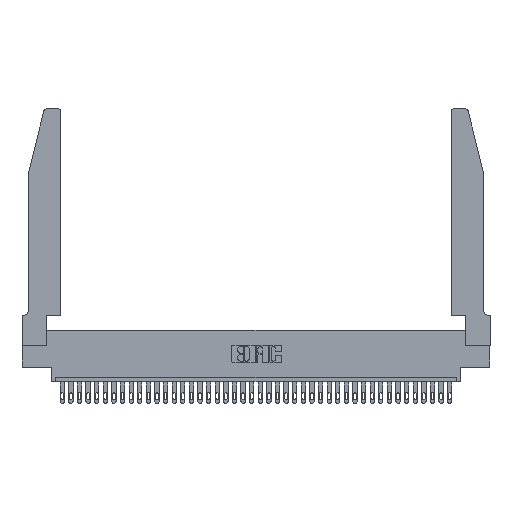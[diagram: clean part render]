
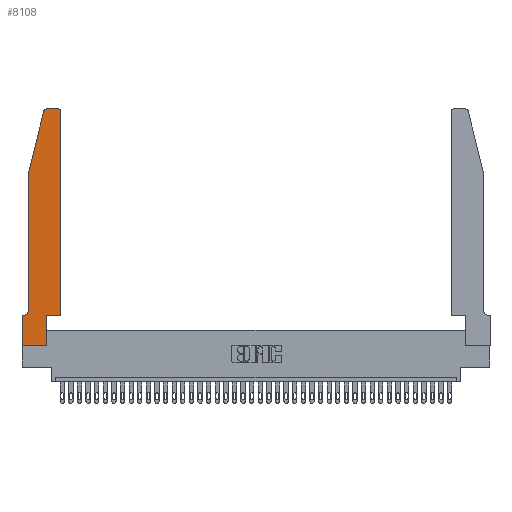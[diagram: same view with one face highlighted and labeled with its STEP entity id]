
A CAD part, top view. The second image highlights one B-rep face of the part: STEP entity #8108.
In plain terms, the highlighted planar face has unit normal (0, 0, 1).
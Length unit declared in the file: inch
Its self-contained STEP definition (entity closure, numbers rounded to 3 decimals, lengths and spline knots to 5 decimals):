
#34 = ORIENTED_EDGE ( 'NONE', *, *, #9122, .T. ) ;
#70 = LINE ( 'NONE', #14822, #26415 ) ;
#1134 = CARTESIAN_POINT ( 'NONE',  ( 0.0755, 2., 0.37 ) ) ;
#1147 = ORIENTED_EDGE ( 'NONE', *, *, #35714, .T. ) ;
#2348 = VECTOR ( 'NONE', #16039, 39.37008 ) ;
#2778 = VERTEX_POINT ( 'NONE', #25984 ) ;
#2936 = VECTOR ( 'NONE', #28951, 39.37008 ) ;
#3734 = DIRECTION ( 'NONE',  ( 0., 0., 1. ) ) ;
#3755 = VERTEX_POINT ( 'NONE', #38332 ) ;
#5509 = EDGE_CURVE ( 'NONE', #22812, #12635, #16874, .T. ) ;
#5643 = CARTESIAN_POINT ( 'NONE',  ( 0.2865, 0., 0.37 ) ) ;
#5703 = EDGE_CURVE ( 'NONE', #25737, #6301, #35256, .T. ) ;
#5759 = VECTOR ( 'NONE', #8782, 39.37008 ) ;
#5776 = CIRCLE ( 'NONE', #37887, 0.03 ) ;
#6018 = EDGE_CURVE ( 'NONE', #17002, #30022, #25830, .T. ) ;
#6058 = CARTESIAN_POINT ( 'NONE',  ( 0.0055, 0.42, 0.37 ) ) ;
#6293 = VERTEX_POINT ( 'NONE', #16989 ) ;
#6301 = VERTEX_POINT ( 'NONE', #22913 ) ;
#6341 = DIRECTION ( 'NONE',  ( 0., 1., 0. ) ) ;
#7182 = LINE ( 'NONE', #16960, #2936 ) ;
#7203 = DIRECTION ( 'NONE',  ( -0.239, -0.971, 0. ) ) ;
#7329 = EDGE_CURVE ( 'NONE', #6301, #6293, #5776, .T. ) ;
#7892 = EDGE_CURVE ( 'NONE', #3755, #25737, #70, .T. ) ;
#8090 = CARTESIAN_POINT ( 'NONE',  ( 0., 0.35, 0.37 ) ) ;
#8108 = ADVANCED_FACE ( 'NONE', ( #21625 ), #9442, .T. ) ;
#8782 = DIRECTION ( 'NONE',  ( 0., -1., 0. ) ) ;
#9122 = EDGE_CURVE ( 'NONE', #10098, #3755, #11295, .T. ) ;
#9177 = CARTESIAN_POINT ( 'NONE',  ( 0.4205, 2.72, 0.37 ) ) ;
#9442 = PLANE ( 'NONE',  #20293 ) ;
#9838 = VECTOR ( 'NONE', #24445, 39.37008 ) ;
#9862 = CARTESIAN_POINT ( 'NONE',  ( 0.0755, 0.35, 0.37 ) ) ;
#10098 = VERTEX_POINT ( 'NONE', #5643 ) ;
#10116 = CARTESIAN_POINT ( 'NONE',  ( 0.2605, 2.75, 0.37 ) ) ;
#11090 = VECTOR ( 'NONE', #19013, 39.37008 ) ;
#11250 = VECTOR ( 'NONE', #6341, 39.37008 ) ;
#11295 = LINE ( 'NONE', #13512, #2348 ) ;
#12193 = CIRCLE ( 'NONE', #12539, 0.07 ) ;
#12281 = DIRECTION ( 'NONE',  ( 1., 0., 0. ) ) ;
#12539 = AXIS2_PLACEMENT_3D ( 'NONE', #6058, #35650, #23717 ) ;
#12635 = VERTEX_POINT ( 'NONE', #8090 ) ;
#13321 = ORIENTED_EDGE ( 'NONE', *, *, #6018, .T. ) ;
#13512 = CARTESIAN_POINT ( 'NONE',  ( 0.2865, 0.35, 0.37 ) ) ;
#14822 = CARTESIAN_POINT ( 'NONE',  ( 0.4505, 0.35, 0.37 ) ) ;
#15161 = DIRECTION ( 'NONE',  ( 1., 0., 0. ) ) ;
#15576 = LINE ( 'NONE', #36749, #38615 ) ;
#16039 = DIRECTION ( 'NONE',  ( 0., 1., 0. ) ) ;
#16407 = LINE ( 'NONE', #1134, #30065 ) ;
#16531 = EDGE_CURVE ( 'NONE', #12635, #23767, #38690, .T. ) ;
#16872 = CARTESIAN_POINT ( 'NONE',  ( 0.4505, 0.35, 0.37 ) ) ;
#16874 = LINE ( 'NONE', #9862, #9838 ) ;
#16960 = CARTESIAN_POINT ( 'NONE',  ( 0.0755, 2., 0.37 ) ) ;
#16989 = CARTESIAN_POINT ( 'NONE',  ( 0.4205, 2.75, 0.37 ) ) ;
#17002 = VERTEX_POINT ( 'NONE', #33313 ) ;
#17575 = ORIENTED_EDGE ( 'NONE', *, *, #16531, .T. ) ;
#17832 = EDGE_CURVE ( 'NONE', #23767, #10098, #15576, .T. ) ;
#17913 = DIRECTION ( 'NONE',  ( 0., 0., 1. ) ) ;
#18367 = DIRECTION ( 'NONE',  ( 1., 0., 0. ) ) ;
#19013 = DIRECTION ( 'NONE',  ( -1., 0., 0. ) ) ;
#20293 = AXIS2_PLACEMENT_3D ( 'NONE', #30584, #3734, #12281 ) ;
#21625 = FACE_OUTER_BOUND ( 'NONE', #37115, .T. ) ;
#22017 = ORIENTED_EDGE ( 'NONE', *, *, #7329, .T. ) ;
#22812 = VERTEX_POINT ( 'NONE', #28690 ) ;
#22913 = CARTESIAN_POINT ( 'NONE',  ( 0.4505, 2.72, 0.37 ) ) ;
#23717 = DIRECTION ( 'NONE',  ( -1., 0., 0. ) ) ;
#23767 = VERTEX_POINT ( 'NONE', #26719 ) ;
#23829 = ORIENTED_EDGE ( 'NONE', *, *, #5703, .T. ) ;
#24005 = DIRECTION ( 'NONE',  ( 0., 0., 1. ) ) ;
#24018 = DIRECTION ( 'NONE',  ( 1., 0., 0. ) ) ;
#24106 = EDGE_CURVE ( 'NONE', #27181, #2778, #7182, .T. ) ;
#24445 = DIRECTION ( 'NONE',  ( -1., 0., 0. ) ) ;
#25549 = AXIS2_PLACEMENT_3D ( 'NONE', #30029, #17913, #15161 ) ;
#25581 = ORIENTED_EDGE ( 'NONE', *, *, #24106, .T. ) ;
#25690 = ORIENTED_EDGE ( 'NONE', *, *, #5509, .T. ) ;
#25737 = VERTEX_POINT ( 'NONE', #16872 ) ;
#25830 = CIRCLE ( 'NONE', #25549, 0.03 ) ;
#25984 = CARTESIAN_POINT ( 'NONE',  ( 0.0755, 0.42, 0.37 ) ) ;
#26415 = VECTOR ( 'NONE', #24018, 39.37008 ) ;
#26420 = EDGE_CURVE ( 'NONE', #6293, #17002, #27074, .T. ) ;
#26719 = CARTESIAN_POINT ( 'NONE',  ( 0., 0., 0.37 ) ) ;
#26777 = CARTESIAN_POINT ( 'NONE',  ( 0., 0., 0.37 ) ) ;
#27074 = LINE ( 'NONE', #10116, #11090 ) ;
#27143 = DIRECTION ( 'NONE',  ( 1., 0., 0. ) ) ;
#27181 = VERTEX_POINT ( 'NONE', #35313 ) ;
#28690 = CARTESIAN_POINT ( 'NONE',  ( 0.0055, 0.35, 0.37 ) ) ;
#28951 = DIRECTION ( 'NONE',  ( 0., -1., 0. ) ) ;
#29381 = CARTESIAN_POINT ( 'NONE',  ( 0.25487, 2.72718, 0.37 ) ) ;
#29782 = ORIENTED_EDGE ( 'NONE', *, *, #34536, .T. ) ;
#30022 = VERTEX_POINT ( 'NONE', #29381 ) ;
#30029 = CARTESIAN_POINT ( 'NONE',  ( 0.284, 2.72, 0.37 ) ) ;
#30065 = VECTOR ( 'NONE', #7203, 39.37008 ) ;
#30584 = CARTESIAN_POINT ( 'NONE',  ( 0., 0.35, 0.37 ) ) ;
#30742 = ORIENTED_EDGE ( 'NONE', *, *, #17832, .T. ) ;
#33313 = CARTESIAN_POINT ( 'NONE',  ( 0.284, 2.75, 0.37 ) ) ;
#34057 = ORIENTED_EDGE ( 'NONE', *, *, #26420, .T. ) ;
#34536 = EDGE_CURVE ( 'NONE', #2778, #22812, #12193, .T. ) ;
#35256 = LINE ( 'NONE', #36178, #11250 ) ;
#35313 = CARTESIAN_POINT ( 'NONE',  ( 0.0755, 2., 0.37 ) ) ;
#35650 = DIRECTION ( 'NONE',  ( 0., 0., -1. ) ) ;
#35714 = EDGE_CURVE ( 'NONE', #30022, #27181, #16407, .T. ) ;
#36178 = CARTESIAN_POINT ( 'NONE',  ( 0.4505, 0.35, 0.37 ) ) ;
#36749 = CARTESIAN_POINT ( 'NONE',  ( 0., 0., 0.37 ) ) ;
#37115 = EDGE_LOOP ( 'NONE', ( #34057, #13321, #1147, #25581, #29782, #25690, #17575, #30742, #34, #37828, #23829, #22017 ) ) ;
#37828 = ORIENTED_EDGE ( 'NONE', *, *, #7892, .T. ) ;
#37887 = AXIS2_PLACEMENT_3D ( 'NONE', #9177, #24005, #27143 ) ;
#38332 = CARTESIAN_POINT ( 'NONE',  ( 0.2865, 0.35, 0.37 ) ) ;
#38615 = VECTOR ( 'NONE', #18367, 39.37008 ) ;
#38690 = LINE ( 'NONE', #26777, #5759 ) ;
